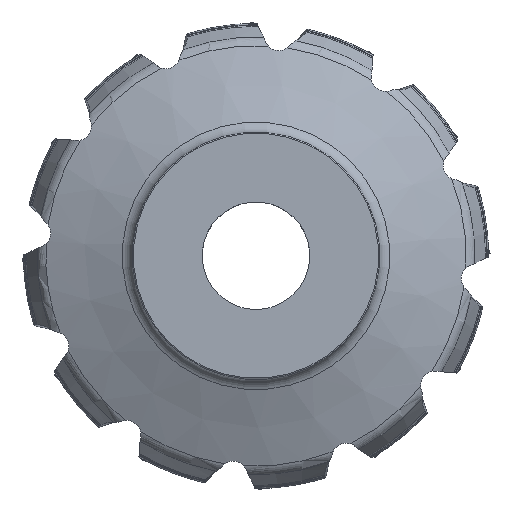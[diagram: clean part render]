
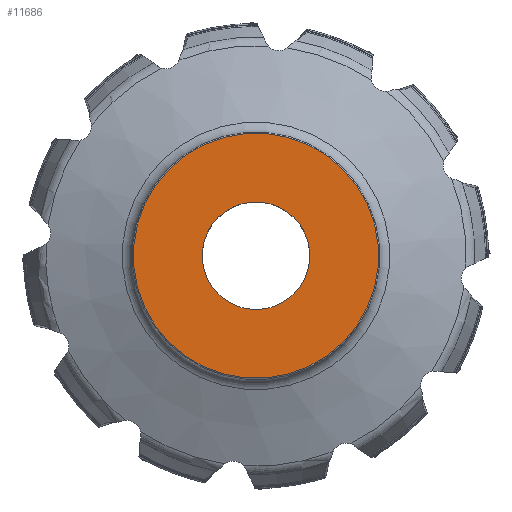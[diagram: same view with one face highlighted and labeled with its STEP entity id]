
A CAD part, top view. The second image highlights one B-rep face of the part: STEP entity #11686.
In plain terms, the highlighted planar face has unit normal (0, 0, 1).
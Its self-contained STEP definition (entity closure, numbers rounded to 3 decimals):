
#3868=FACE_BOUND('',#23059,.T.);
#3869=FACE_BOUND('',#23060,.T.);
#11686=ADVANCED_FACE('CU_BACK_F001',(#3868,#3869),#12731,.T.);
#12731=PLANE('',#93045);
#23059=EDGE_LOOP('',(#55436));
#23060=EDGE_LOOP('',(#55437));
#26963=CIRCLE('',#84989,20.006);
#30481=CIRCLE('',#93039,45.6);
#55436=ORIENTED_EDGE('',*,*,#76001,.T.);
#55437=ORIENTED_EDGE('',*,*,#65288,.F.);
#57090=VERTEX_POINT('',#125496);
#63399=VERTEX_POINT('',#192221);
#65288=EDGE_CURVE('',#57090,#57090,#26963,.T.);
#76001=EDGE_CURVE('',#63399,#63399,#30481,.T.);
#84989=AXIS2_PLACEMENT_3D('',#125495,#95910,#95911);
#93039=AXIS2_PLACEMENT_3D('',#192220,#115362,#115363);
#93045=AXIS2_PLACEMENT_3D('',#192227,#115374,#115375);
#95910=DIRECTION('',(0.,0.,1.));
#95911=DIRECTION('',(0.966,0.259,0.));
#115362=DIRECTION('',(0.,0.,1.));
#115363=DIRECTION('',(0.966,0.259,0.));
#115374=DIRECTION('',(0.,0.,1.));
#115375=DIRECTION('',(0.966,0.259,0.));
#125495=CARTESIAN_POINT('',(0.,0.,
0.));
#125496=CARTESIAN_POINT('',(19.325,5.178,0.));
#192220=CARTESIAN_POINT('',(0.,0.,
0.));
#192221=CARTESIAN_POINT('',(44.046,11.802,0.));
#192227=CARTESIAN_POINT('',(-23.006,0.,0.));
